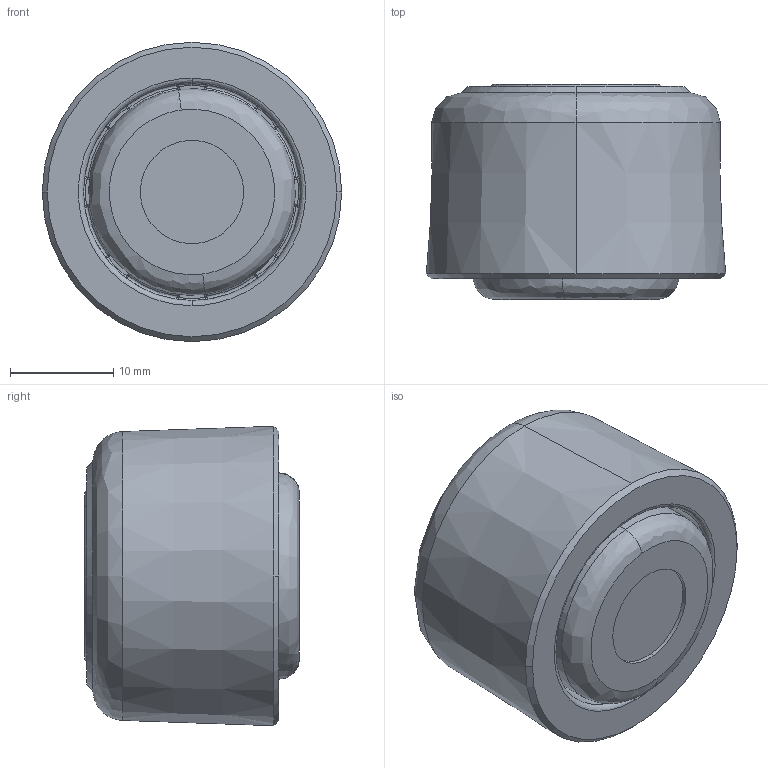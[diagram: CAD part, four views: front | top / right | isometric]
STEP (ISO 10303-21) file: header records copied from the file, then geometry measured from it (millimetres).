
FILE_DESCRIPTION (( 'STEP AP214' ), '1' );
FILE_NAME ('7410020', '2019-01-30T09:23:10', ( '' ), ('JUGARD+KÜNSTNER GmbH'), 'SwSTEP 2.0', 'SolidWorks 2017', '' );
FILE_SCHEMA (( 'AUTOMOTIVE_DESIGN' ));
Length unit declared in the file: millimetre
Products named in the file (4): Part2; 7410020; Part1; Part3
Assembly tree (3 placements, depth 2):
  7410020
    Part2
    Part3
    Part1
Bounding box: 28.97 x 20.8 x 28.97 mm (x, y, z)
Volume: 9517.8 mm3; surface area: 6225.7 mm2
Topology: 3 solids, 3 shells, 167 faces, 403 edges, 234 vertices
Faces by surface type: bspline 69, cylinder 40, plane 34, cone 24
Entity records: 9253 total; most frequent: CARTESIAN_POINT 3800, ORIENTED_EDGE 782, DIRECTION 680, EDGE_CURVE 391, AXIS2_PLACEMENT_3D 296, VERTEX_POINT 234, CIRCLE 192, UNCERTAINTY_MEASURE_WITH_UNIT 177
